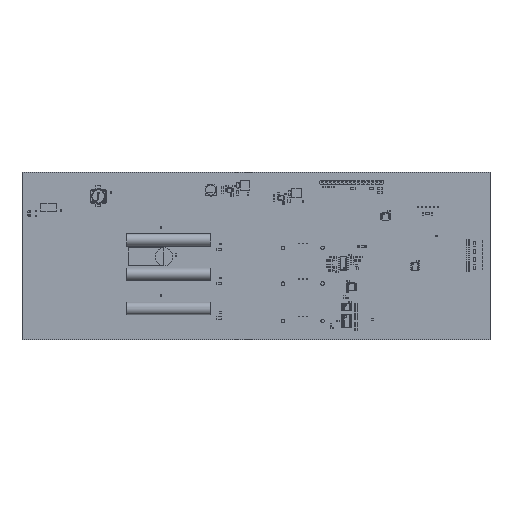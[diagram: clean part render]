
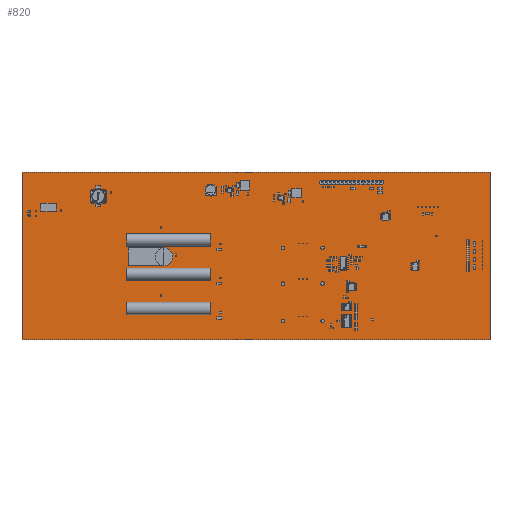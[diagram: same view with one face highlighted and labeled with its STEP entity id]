
A CAD part, top view. The second image highlights one B-rep face of the part: STEP entity #820.
In plain terms, the highlighted planar face has unit normal (0, 0, 1).
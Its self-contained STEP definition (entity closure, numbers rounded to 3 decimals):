
#691 = VERTEX_POINT('',#692);
#692 = CARTESIAN_POINT('',(0.,107.5,0.));
#698 = EDGE_CURVE('',#691,#699,#701,.T.);
#699 = VERTEX_POINT('',#700);
#700 = CARTESIAN_POINT('',(0.,0.,0.));
#701 = LINE('',#702,#703);
#702 = CARTESIAN_POINT('',(0.,107.5,0.));
#703 = VECTOR('',#704,1.);
#704 = DIRECTION('',(0.,-1.,0.));
#729 = EDGE_CURVE('',#699,#730,#732,.T.);
#730 = VERTEX_POINT('',#731);
#731 = CARTESIAN_POINT('',(300.,0.,0.));
#732 = LINE('',#733,#734);
#733 = CARTESIAN_POINT('',(0.,0.,0.));
#734 = VECTOR('',#735,1.);
#735 = DIRECTION('',(1.,0.,0.));
#760 = EDGE_CURVE('',#730,#761,#763,.T.);
#761 = VERTEX_POINT('',#762);
#762 = CARTESIAN_POINT('',(300.,107.5,0.));
#763 = LINE('',#764,#765);
#764 = CARTESIAN_POINT('',(300.,0.,0.));
#765 = VECTOR('',#766,1.);
#766 = DIRECTION('',(0.,1.,0.));
#791 = EDGE_CURVE('',#761,#691,#792,.T.);
#792 = LINE('',#793,#794);
#793 = CARTESIAN_POINT('',(300.,107.5,0.));
#794 = VECTOR('',#795,1.);
#795 = DIRECTION('',(-1.,0.,0.));
#820 = ADVANCED_FACE('',(#821),#827,.F.);
#821 = FACE_BOUND('',#822,.T.);
#822 = EDGE_LOOP('',(#823,#824,#825,#826));
#823 = ORIENTED_EDGE('',*,*,#698,.T.);
#824 = ORIENTED_EDGE('',*,*,#729,.T.);
#825 = ORIENTED_EDGE('',*,*,#760,.T.);
#826 = ORIENTED_EDGE('',*,*,#791,.T.);
#827 = PLANE('',#828);
#828 = AXIS2_PLACEMENT_3D('',#829,#830,#831);
#829 = CARTESIAN_POINT('',(0.,107.5,0.));
#830 = DIRECTION('',(0.,0.,-1.));
#831 = DIRECTION('',(-1.,0.,0.));
